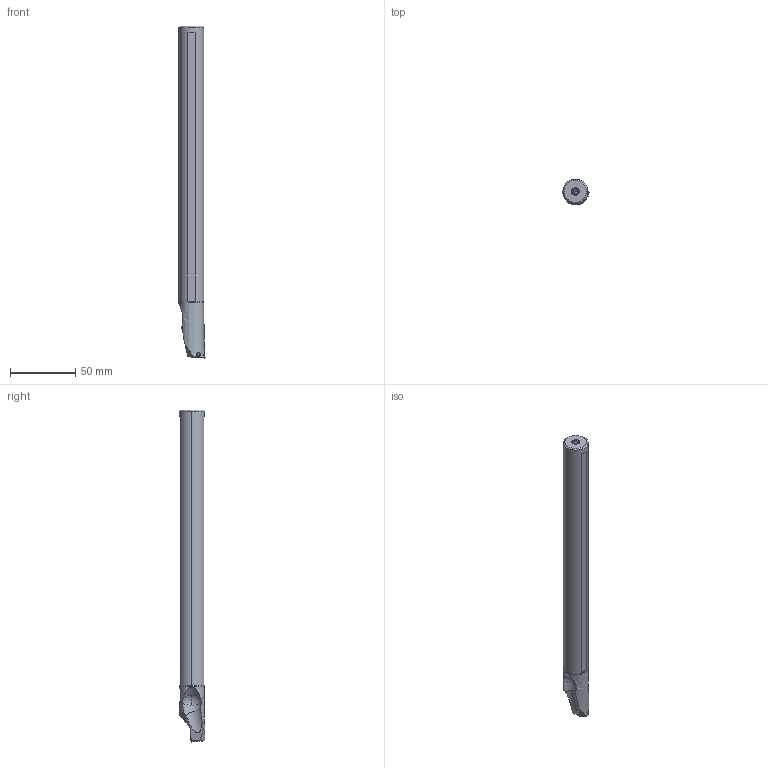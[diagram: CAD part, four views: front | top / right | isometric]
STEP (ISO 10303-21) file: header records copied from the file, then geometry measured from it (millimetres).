
FILE_DESCRIPTION(/* description */ (''),/* implementation_level */ '2;1');
FILE_NAME(/* name */ 'S-FSTUPL-122-C_IR0_016.stp',/* time_stamp */ '2023-02-09T11:13:44+09:00',/* author */ (''),/* organization */ (''),/* preprocessor_version */ 'ST-DEVELOPER v16',/* originating_system */ 'SIEMENS PLM Software NX 10.0',/* authorisation */ '');
FILE_SCHEMA (('AUTOMOTIVE_DESIGN { 1 0 10303 214 3 1 1 1 }'));
Length unit declared in the file: millimetre
Products named in the file (1): S-FSTUPL-122-C_IR0_016_ASM
Bounding box: 20.05 x 19.66 x 254 mm (x, y, z)
Volume: 62882.4 mm3; surface area: 19170.5 mm2
Topology: 2 solids, 2 shells, 109 faces, 309 edges, 205 vertices
Faces by surface type: cylinder 40, plane 35, cone 20, torus 7, sphere 7
Entity records: 4200 total; most frequent: CARTESIAN_POINT 1321, DIRECTION 588, ORIENTED_EDGE 586, EDGE_CURVE 293, AXIS2_PLACEMENT_3D 236, VERTEX_POINT 192, EDGE_LOOP 117, LINE 116
